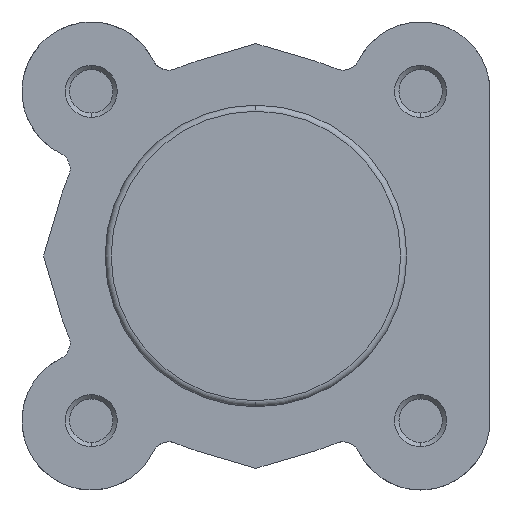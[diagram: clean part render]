
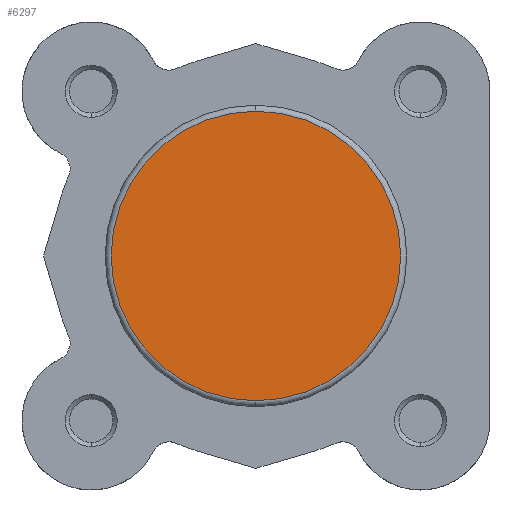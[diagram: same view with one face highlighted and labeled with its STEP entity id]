
A CAD part, left-side view. The second image highlights one B-rep face of the part: STEP entity #6297.
In plain terms, the highlighted planar face has unit normal (-1, 0, 0).
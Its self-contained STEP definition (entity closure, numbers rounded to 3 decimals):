
#317 = ORIENTED_EDGE ( 'NONE', *, *, #5490, .T. ) ;
#318 = ORIENTED_EDGE ( 'NONE', *, *, #5384, .T. ) ;
#1256 = CIRCLE ( 'NONE', #5748, 16.7 ) ;
#1595 = CARTESIAN_POINT ( 'NONE',  ( 0., 0., 16.7 ) ) ;
#1628 = CARTESIAN_POINT ( 'NONE',  ( 0., 0., -16.7 ) ) ;
#1988 = VERTEX_POINT ( 'NONE', #1628 ) ;
#2021 = VERTEX_POINT ( 'NONE', #1595 ) ;
#2747 = CARTESIAN_POINT ( 'NONE',  ( 0., 0., 0. ) ) ;
#2748 = DIRECTION ( 'NONE',  ( -1., 0., 0. ) ) ;
#2749 = DIRECTION ( 'NONE',  ( 0., 0., 1. ) ) ;
#3016 = CARTESIAN_POINT ( 'NONE',  ( 0., 0., 0. ) ) ;
#3018 = DIRECTION ( 'NONE',  ( -1., 0., 0. ) ) ;
#3019 = DIRECTION ( 'NONE',  ( 0., 0., 1. ) ) ;
#3419 = CIRCLE ( 'NONE', #5798, 16.7 ) ;
#3862 = FACE_OUTER_BOUND ( 'NONE', #6653, .T. ) ;
#4552 = PLANE ( 'NONE',  #6006 ) ;
#4555 = CARTESIAN_POINT ( 'NONE',  ( 0., -17.4, 0. ) ) ;
#4582 = DIRECTION ( 'NONE',  ( -1., 0., 0. ) ) ;
#4583 = DIRECTION ( 'NONE',  ( 0., 0., 1. ) ) ;
#5384 = EDGE_CURVE ( 'NONE', #1988, #2021, #1256, .T. ) ;
#5490 = EDGE_CURVE ( 'NONE', #2021, #1988, #3419, .T. ) ;
#5748 = AXIS2_PLACEMENT_3D ( 'NONE', #2747, #2748, #2749 ) ;
#5798 = AXIS2_PLACEMENT_3D ( 'NONE', #3016, #3018, #3019 ) ;
#6006 = AXIS2_PLACEMENT_3D ( 'NONE', #4555, #4582, #4583 ) ;
#6297 = ADVANCED_FACE ( 'NONE', ( #3862 ), #4552, .T. ) ;
#6653 = EDGE_LOOP ( 'NONE', ( #317, #318 ) ) ;
